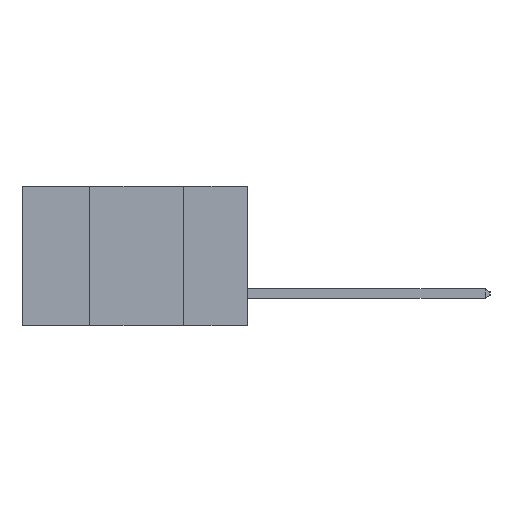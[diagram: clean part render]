
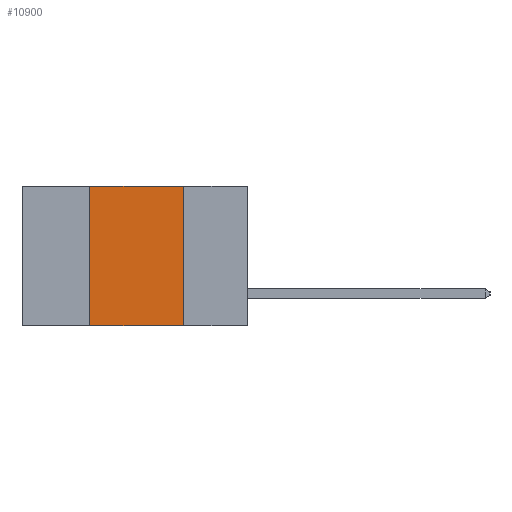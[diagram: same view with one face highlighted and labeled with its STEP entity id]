
A CAD part, left-side view. The second image highlights one B-rep face of the part: STEP entity #10900.
In plain terms, the highlighted planar face has unit normal (-1, 0, 0).
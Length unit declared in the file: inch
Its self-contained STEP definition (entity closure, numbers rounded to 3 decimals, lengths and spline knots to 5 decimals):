
#425 = VERTEX_POINT ( 'NONE', #10441 ) ;
#570 = DIRECTION ( 'NONE',  ( 0., -1., 0. ) ) ;
#793 = VECTOR ( 'NONE', #5409, 39.37008 ) ;
#1087 = CARTESIAN_POINT ( 'NONE',  ( 0., 0.17, 0. ) ) ;
#1241 = CARTESIAN_POINT ( 'NONE',  ( 0., 0.42, 0. ) ) ;
#1443 = ORIENTED_EDGE ( 'NONE', *, *, #3872, .F. ) ;
#1590 = VERTEX_POINT ( 'NONE', #5806 ) ;
#1899 = PLANE ( 'NONE',  #9997 ) ;
#2625 = EDGE_CURVE ( 'NONE', #425, #1590, #9860, .T. ) ;
#2804 = CARTESIAN_POINT ( 'NONE',  ( 0., 0.6, 0. ) ) ;
#3421 = LINE ( 'NONE', #5565, #793 ) ;
#3737 = DIRECTION ( 'NONE',  ( 1., 0., 0. ) ) ;
#3839 = ORIENTED_EDGE ( 'NONE', *, *, #5038, .F. ) ;
#3872 = EDGE_CURVE ( 'NONE', #425, #9254, #4616, .T. ) ;
#4333 = VECTOR ( 'NONE', #7045, 39.37008 ) ;
#4447 = LINE ( 'NONE', #6178, #8324 ) ;
#4616 = LINE ( 'NONE', #7108, #4333 ) ;
#5038 = EDGE_CURVE ( 'NONE', #9254, #7507, #4447, .T. ) ;
#5409 = DIRECTION ( 'NONE',  ( 0., 0., -1. ) ) ;
#5565 = CARTESIAN_POINT ( 'NONE',  ( 0., 0.17, -0.37 ) ) ;
#5591 = ORIENTED_EDGE ( 'NONE', *, *, #2625, .T. ) ;
#5806 = CARTESIAN_POINT ( 'NONE',  ( 0., 0.17, -0.37 ) ) ;
#6166 = EDGE_CURVE ( 'NONE', #7507, #1590, #3421, .T. ) ;
#6178 = CARTESIAN_POINT ( 'NONE',  ( 0., 0.6, 0. ) ) ;
#6212 = DIRECTION ( 'NONE',  ( 0., -1., 0. ) ) ;
#7045 = DIRECTION ( 'NONE',  ( 0., 0., 1. ) ) ;
#7108 = CARTESIAN_POINT ( 'NONE',  ( 0., 0.42, -0.37 ) ) ;
#7507 = VERTEX_POINT ( 'NONE', #1087 ) ;
#7770 = EDGE_LOOP ( 'NONE', ( #7887, #3839, #1443, #5591 ) ) ;
#7887 = ORIENTED_EDGE ( 'NONE', *, *, #6166, .F. ) ;
#8212 = FACE_OUTER_BOUND ( 'NONE', #7770, .T. ) ;
#8324 = VECTOR ( 'NONE', #6212, 39.37008 ) ;
#9254 = VERTEX_POINT ( 'NONE', #1241 ) ;
#9543 = DIRECTION ( 'NONE',  ( 0., 0., -1. ) ) ;
#9636 = VECTOR ( 'NONE', #570, 39.37008 ) ;
#9860 = LINE ( 'NONE', #10338, #9636 ) ;
#9997 = AXIS2_PLACEMENT_3D ( 'NONE', #2804, #3737, #9543 ) ;
#10338 = CARTESIAN_POINT ( 'NONE',  ( 0., 0.6, -0.37 ) ) ;
#10441 = CARTESIAN_POINT ( 'NONE',  ( 0., 0.42, -0.37 ) ) ;
#10900 = ADVANCED_FACE ( 'NONE', ( #8212 ), #1899, .F. ) ;
